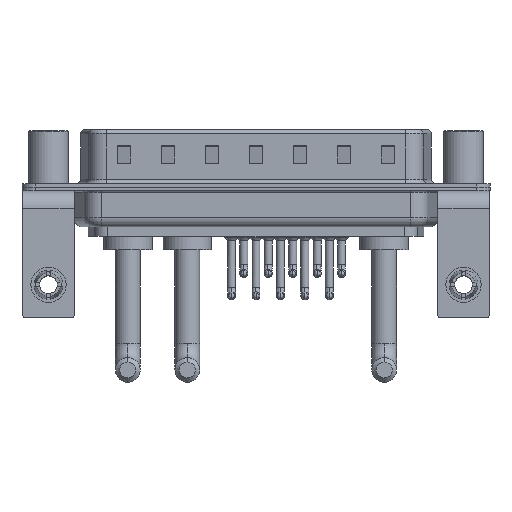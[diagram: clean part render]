
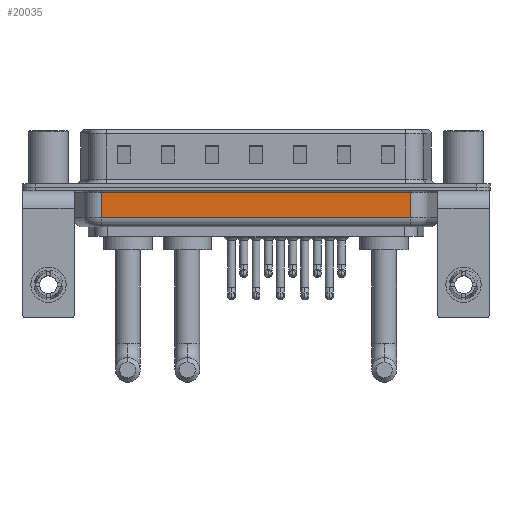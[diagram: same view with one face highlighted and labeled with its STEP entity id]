
A CAD part, front view. The second image highlights one B-rep face of the part: STEP entity #20035.
In plain terms, the highlighted planar face has unit normal (0, -1, 0).
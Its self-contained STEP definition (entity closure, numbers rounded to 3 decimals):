
#601 = VERTEX_POINT ( 'NONE', #26437 ) ;
#832 = VECTOR ( 'NONE', #11843, 1000. ) ;
#1698 = ORIENTED_EDGE ( 'NONE', *, *, #14200, .T. ) ;
#2023 = VERTEX_POINT ( 'NONE', #9592 ) ;
#4686 = AXIS2_PLACEMENT_3D ( 'NONE', #11328, #4776, #15560 ) ;
#4776 = DIRECTION ( 'NONE',  ( 0., 1., 0. ) ) ;
#4910 = CARTESIAN_POINT ( 'NONE',  ( 6.006, -5.35, -0.65 ) ) ;
#5663 = DIRECTION ( 'NONE',  ( 1., 0., 0. ) ) ;
#6847 = EDGE_LOOP ( 'NONE', ( #27544, #1698, #10149, #18548 ) ) ;
#7698 = EDGE_CURVE ( 'NONE', #2023, #21886, #8393, .T. ) ;
#7844 = CARTESIAN_POINT ( 'NONE',  ( 41.044, -5.35, -4.5 ) ) ;
#8393 = LINE ( 'NONE', #7844, #12797 ) ;
#8987 = VECTOR ( 'NONE', #5663, 1000. ) ;
#9592 = CARTESIAN_POINT ( 'NONE',  ( 41.044, -5.35, -3.5 ) ) ;
#10149 = ORIENTED_EDGE ( 'NONE', *, *, #7698, .T. ) ;
#10160 = EDGE_CURVE ( 'NONE', #601, #20099, #19991, .T. ) ;
#10911 = CARTESIAN_POINT ( 'NONE',  ( 6.006, -5.35, -0.65 ) ) ;
#11197 = DIRECTION ( 'NONE',  ( -1., 0., 0. ) ) ;
#11328 = CARTESIAN_POINT ( 'NONE',  ( 6.006, -5.35, -4.5 ) ) ;
#11661 = CARTESIAN_POINT ( 'NONE',  ( 6.006, -5.35, -3.5 ) ) ;
#11843 = DIRECTION ( 'NONE',  ( 0., 0., 1. ) ) ;
#12181 = CARTESIAN_POINT ( 'NONE',  ( 41.044, -5.35, -0.65 ) ) ;
#12797 = VECTOR ( 'NONE', #21008, 1000. ) ;
#13674 = CARTESIAN_POINT ( 'NONE',  ( 6.006, -5.35, -4.5 ) ) ;
#14200 = EDGE_CURVE ( 'NONE', #601, #2023, #20227, .T. ) ;
#14584 = FACE_OUTER_BOUND ( 'NONE', #6847, .T. ) ;
#15560 = DIRECTION ( 'NONE',  ( 0., 0., 1. ) ) ;
#18548 = ORIENTED_EDGE ( 'NONE', *, *, #20168, .T. ) ;
#19991 = LINE ( 'NONE', #13674, #832 ) ;
#20035 = ADVANCED_FACE ( 'NONE', ( #14584 ), #23148, .F. ) ;
#20099 = VERTEX_POINT ( 'NONE', #4910 ) ;
#20168 = EDGE_CURVE ( 'NONE', #21886, #20099, #21576, .T. ) ;
#20227 = LINE ( 'NONE', #11661, #8987 ) ;
#21008 = DIRECTION ( 'NONE',  ( 0., 0., 1. ) ) ;
#21576 = LINE ( 'NONE', #10911, #23028 ) ;
#21886 = VERTEX_POINT ( 'NONE', #12181 ) ;
#23028 = VECTOR ( 'NONE', #11197, 1000. ) ;
#23148 = PLANE ( 'NONE',  #4686 ) ;
#26437 = CARTESIAN_POINT ( 'NONE',  ( 6.006, -5.35, -3.5 ) ) ;
#27544 = ORIENTED_EDGE ( 'NONE', *, *, #10160, .F. ) ;
